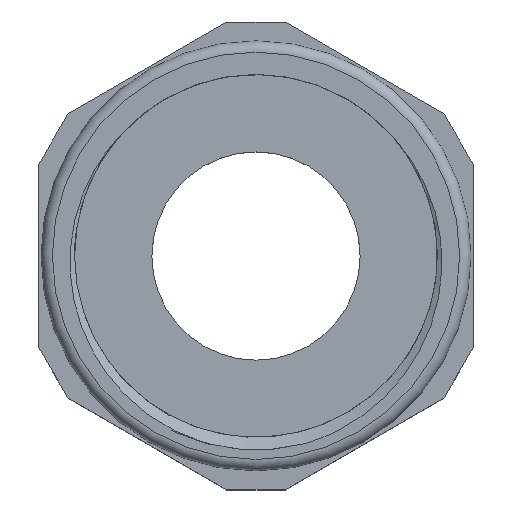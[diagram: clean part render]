
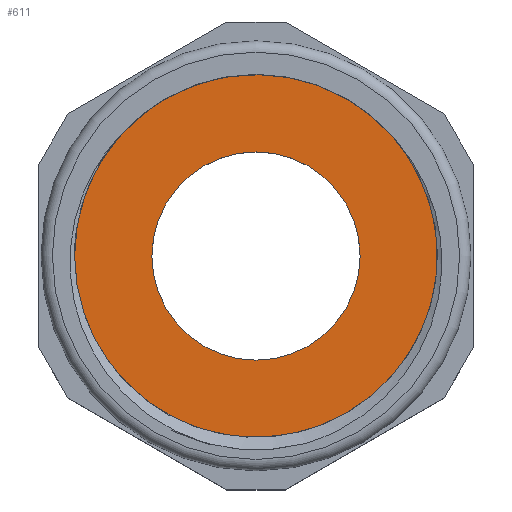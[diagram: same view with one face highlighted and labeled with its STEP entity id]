
A CAD part, top view. The second image highlights one B-rep face of the part: STEP entity #611.
In plain terms, the highlighted planar face has unit normal (0, 0, 1).
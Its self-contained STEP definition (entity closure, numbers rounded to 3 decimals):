
#19=FACE_BOUND('',#106,.T.);
#35=PLANE('',#671);
#69=FACE_OUTER_BOUND('',#105,.T.);
#105=EDGE_LOOP('',(#542));
#106=EDGE_LOOP('',(#543));
#124=CIRCLE('',#666,8.5);
#126=CIRCLE('',#672,4.6);
#303=VERTEX_POINT('',#1784);
#304=VERTEX_POINT('',#2419);
#380=EDGE_CURVE('',#303,#303,#124,.T.);
#389=EDGE_CURVE('',#304,#304,#126,.T.);
#542=ORIENTED_EDGE('',*,*,#380,.T.);
#543=ORIENTED_EDGE('',*,*,#389,.F.);
#611=ADVANCED_FACE('',(#69,#19),#35,.T.);
#666=AXIS2_PLACEMENT_3D('',#1785,#794,#795);
#671=AXIS2_PLACEMENT_3D('',#2418,#805,#806);
#672=AXIS2_PLACEMENT_3D('',#2420,#807,#808);
#794=DIRECTION('center_axis',(0.,0.,1.));
#795=DIRECTION('ref_axis',(-1.,0.,0.));
#805=DIRECTION('center_axis',(0.,0.,1.));
#806=DIRECTION('ref_axis',(-1.,0.,0.));
#807=DIRECTION('center_axis',(0.,0.,1.));
#808=DIRECTION('ref_axis',(1.,0.,0.));
#1784=CARTESIAN_POINT('',(8.5,0.,1.7));
#1785=CARTESIAN_POINT('Origin',(0.,0.,1.7));
#2418=CARTESIAN_POINT('Origin',(0.,0.,1.7));
#2419=CARTESIAN_POINT('',(-4.6,0.,1.7));
#2420=CARTESIAN_POINT('Origin',(0.,0.,1.7));
